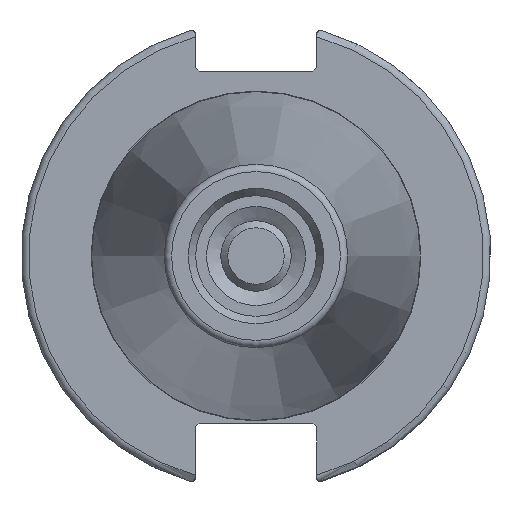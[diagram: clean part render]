
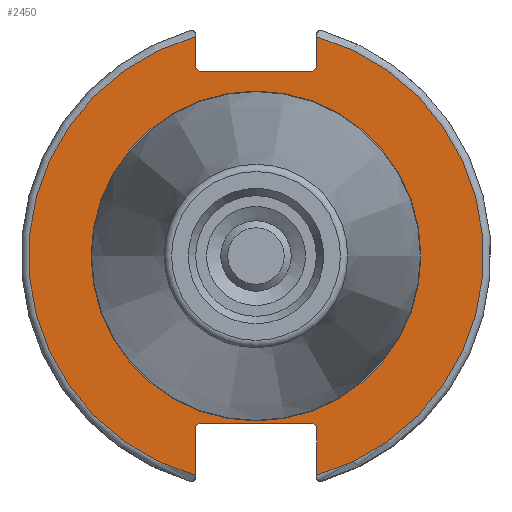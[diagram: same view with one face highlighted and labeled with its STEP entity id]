
A CAD part, left-side view. The second image highlights one B-rep face of the part: STEP entity #2450.
In plain terms, the highlighted planar face has unit normal (-1, 0, 0).
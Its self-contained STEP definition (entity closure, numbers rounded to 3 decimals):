
#569=FACE_BOUND('',#858,.T.);
#600=CIRCLE('',#2781,22.3);
#602=CIRCLE('',#2784,30.75);
#603=CIRCLE('',#2785,30.75);
#731=FACE_OUTER_BOUND('',#857,.T.);
#857=EDGE_LOOP('',(#1840,#1841,#1842,#1843,#1844,#1845,#1846,#1847,#1848,
#1849,#1850,#1851));
#858=EDGE_LOOP('',(#1852));
#994=LINE('',#3835,#1143);
#995=LINE('',#3837,#1144);
#996=LINE('',#3839,#1145);
#997=LINE('',#3841,#1146);
#998=LINE('',#3843,#1147);
#999=LINE('',#3847,#1148);
#1000=LINE('',#3849,#1149);
#1001=LINE('',#3851,#1150);
#1002=LINE('',#3853,#1151);
#1003=LINE('',#3854,#1152);
#1143=VECTOR('',#3123,10.);
#1144=VECTOR('',#3124,10.);
#1145=VECTOR('',#3125,10.);
#1146=VECTOR('',#3126,10.);
#1147=VECTOR('',#3127,10.);
#1148=VECTOR('',#3130,10.);
#1149=VECTOR('',#3131,10.);
#1150=VECTOR('',#3132,10.);
#1151=VECTOR('',#3133,10.);
#1152=VECTOR('',#3134,10.);
#1299=VERTEX_POINT('',#3826);
#1300=VERTEX_POINT('',#3831);
#1301=VERTEX_POINT('',#3832);
#1302=VERTEX_POINT('',#3834);
#1303=VERTEX_POINT('',#3836);
#1304=VERTEX_POINT('',#3838);
#1305=VERTEX_POINT('',#3840);
#1306=VERTEX_POINT('',#3842);
#1307=VERTEX_POINT('',#3844);
#1308=VERTEX_POINT('',#3846);
#1309=VERTEX_POINT('',#3848);
#1310=VERTEX_POINT('',#3850);
#1311=VERTEX_POINT('',#3852);
#1508=EDGE_CURVE('',#1299,#1299,#600,.T.);
#1510=EDGE_CURVE('',#1300,#1301,#602,.T.);
#1511=EDGE_CURVE('',#1300,#1302,#994,.T.);
#1512=EDGE_CURVE('',#1303,#1302,#995,.T.);
#1513=EDGE_CURVE('',#1303,#1304,#996,.T.);
#1514=EDGE_CURVE('',#1305,#1304,#997,.T.);
#1515=EDGE_CURVE('',#1305,#1306,#998,.T.);
#1516=EDGE_CURVE('',#1307,#1306,#603,.T.);
#1517=EDGE_CURVE('',#1307,#1308,#999,.T.);
#1518=EDGE_CURVE('',#1309,#1308,#1000,.T.);
#1519=EDGE_CURVE('',#1309,#1310,#1001,.T.);
#1520=EDGE_CURVE('',#1311,#1310,#1002,.T.);
#1521=EDGE_CURVE('',#1311,#1301,#1003,.T.);
#1840=ORIENTED_EDGE('',*,*,#1510,.F.);
#1841=ORIENTED_EDGE('',*,*,#1511,.T.);
#1842=ORIENTED_EDGE('',*,*,#1512,.F.);
#1843=ORIENTED_EDGE('',*,*,#1513,.T.);
#1844=ORIENTED_EDGE('',*,*,#1514,.F.);
#1845=ORIENTED_EDGE('',*,*,#1515,.T.);
#1846=ORIENTED_EDGE('',*,*,#1516,.F.);
#1847=ORIENTED_EDGE('',*,*,#1517,.T.);
#1848=ORIENTED_EDGE('',*,*,#1518,.F.);
#1849=ORIENTED_EDGE('',*,*,#1519,.T.);
#1850=ORIENTED_EDGE('',*,*,#1520,.F.);
#1851=ORIENTED_EDGE('',*,*,#1521,.T.);
#1852=ORIENTED_EDGE('',*,*,#1508,.F.);
#2378=PLANE('',#2783);
#2450=ADVANCED_FACE('',(#731,#569),#2378,.T.);
#2781=AXIS2_PLACEMENT_3D('',#3828,#3115,#3116);
#2783=AXIS2_PLACEMENT_3D('',#3830,#3119,#3120);
#2784=AXIS2_PLACEMENT_3D('',#3833,#3121,#3122);
#2785=AXIS2_PLACEMENT_3D('',#3845,#3128,#3129);
#3115=DIRECTION('center_axis',(-1.,0.,0.));
#3116=DIRECTION('ref_axis',(0.,-1.,0.));
#3119=DIRECTION('center_axis',(-1.,0.,0.));
#3120=DIRECTION('ref_axis',(0.,0.,1.));
#3121=DIRECTION('center_axis',(1.,0.,0.));
#3122=DIRECTION('ref_axis',(0.,-1.,0.));
#3123=DIRECTION('',(0.,0.,-1.));
#3124=DIRECTION('',(0.,-0.707,0.707));
#3125=DIRECTION('',(0.,1.,0.));
#3126=DIRECTION('',(0.,-0.707,-0.707));
#3127=DIRECTION('',(0.,0.,1.));
#3128=DIRECTION('center_axis',(1.,0.,0.));
#3129=DIRECTION('ref_axis',(0.,1.,0.));
#3130=DIRECTION('',(0.,0.,1.));
#3131=DIRECTION('',(0.,0.707,-0.707));
#3132=DIRECTION('',(0.,-1.,0.));
#3133=DIRECTION('',(0.,0.707,0.707));
#3134=DIRECTION('',(0.,0.,-1.));
#3826=CARTESIAN_POINT('',(3.175,0.,22.3));
#3828=CARTESIAN_POINT('Origin',(3.175,0.,0.));
#3830=CARTESIAN_POINT('Origin',(3.175,31.75,0.));
#3831=CARTESIAN_POINT('',(3.175,-8.19,29.639));
#3832=CARTESIAN_POINT('',(3.175,-8.19,-29.639));
#3833=CARTESIAN_POINT('Origin',(3.175,0.,0.));
#3834=CARTESIAN_POINT('',(3.175,-8.19,25.5));
#3835=CARTESIAN_POINT('',(3.175,-8.19,12.5));
#3836=CARTESIAN_POINT('',(3.175,-7.69,25.));
#3837=CARTESIAN_POINT('',(3.175,8.295,9.015));
#3838=CARTESIAN_POINT('',(3.175,7.69,25.));
#3839=CARTESIAN_POINT('',(3.175,15.875,25.));
#3840=CARTESIAN_POINT('',(3.175,8.19,25.5));
#3841=CARTESIAN_POINT('',(3.175,7.58,24.89));
#3842=CARTESIAN_POINT('',(3.175,8.19,29.639));
#3843=CARTESIAN_POINT('',(3.175,8.19,12.5));
#3844=CARTESIAN_POINT('',(3.175,8.19,-29.639));
#3845=CARTESIAN_POINT('Origin',(3.175,0.,0.));
#3846=CARTESIAN_POINT('',(3.175,8.19,-23.1));
#3847=CARTESIAN_POINT('',(3.175,8.19,-11.3));
#3848=CARTESIAN_POINT('',(3.175,7.69,-22.6));
#3849=CARTESIAN_POINT('',(3.175,8.18,-23.09));
#3850=CARTESIAN_POINT('',(3.175,-7.69,-22.6));
#3851=CARTESIAN_POINT('',(3.175,15.875,-22.6));
#3852=CARTESIAN_POINT('',(3.175,-8.19,-23.1));
#3853=CARTESIAN_POINT('',(3.175,7.695,-7.215));
#3854=CARTESIAN_POINT('',(3.175,-8.19,-11.3));
